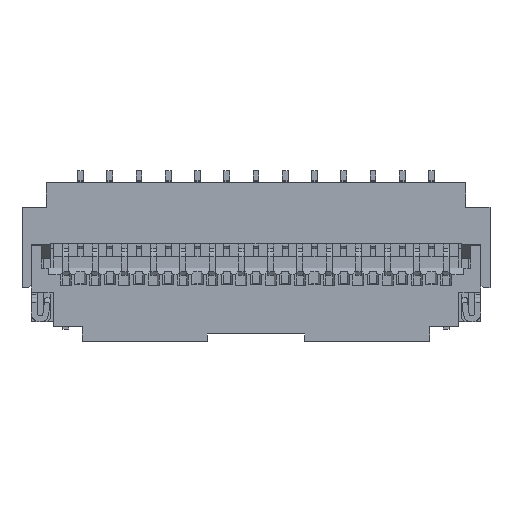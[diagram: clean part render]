
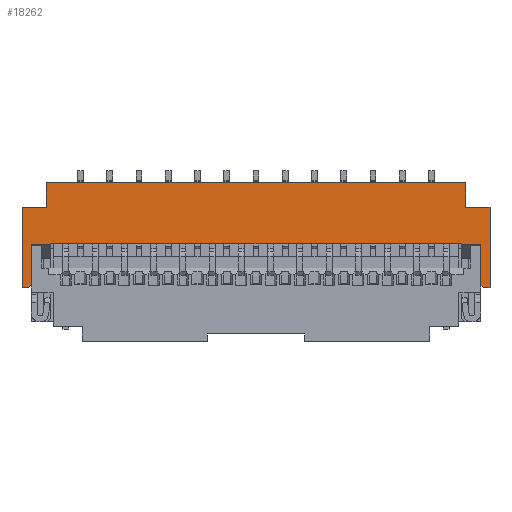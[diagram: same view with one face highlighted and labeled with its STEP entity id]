
A CAD part, top view. The second image highlights one B-rep face of the part: STEP entity #18262.
In plain terms, the highlighted face is planar.
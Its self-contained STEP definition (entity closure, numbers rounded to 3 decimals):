
#14 = CARTESIAN_POINT ( 'NONE',  ( 2.982, -2.508, 13.707 ) ) ;
#418 = CARTESIAN_POINT ( 'NONE',  ( 2.982, -2.508, 22.997 ) ) ;
#656 = VERTEX_POINT ( 'NONE', #33465 ) ;
#1012 = DIRECTION ( 'NONE',  ( 0., 0., -1. ) ) ;
#1352 = VERTEX_POINT ( 'NONE', #34719 ) ;
#1766 = LINE ( 'NONE', #16371, #28992 ) ;
#2875 = VERTEX_POINT ( 'NONE', #2977 ) ;
#2946 = VECTOR ( 'NONE', #6130, 1000. ) ;
#2966 = EDGE_CURVE ( 'NONE', #34256, #17010, #11766, .T. ) ;
#2977 = CARTESIAN_POINT ( 'NONE',  ( 2.982, -2.508, 13.527 ) ) ;
#4044 = CARTESIAN_POINT ( 'NONE',  ( 2.082, -2.508, 14.113 ) ) ;
#4305 = CARTESIAN_POINT ( 'NONE',  ( 2.082, -2.508, 22.543 ) ) ;
#4374 = CARTESIAN_POINT ( 'NONE',  ( 1.812, -2.508, 13.527 ) ) ;
#4418 = VERTEX_POINT ( 'NONE', #8064 ) ;
#4550 = VERTEX_POINT ( 'NONE', #15198 ) ;
#4552 = CARTESIAN_POINT ( 'NONE',  ( 2.099, -2.508, 17.205 ) ) ;
#4582 = DIRECTION ( 'NONE',  ( -1., 0., 0. ) ) ;
#4680 = LINE ( 'NONE', #18758, #13464 ) ;
#4810 = DIRECTION ( 'NONE',  ( 0.707, 0., 0.707 ) ) ;
#5033 = DIRECTION ( 'NONE',  ( -1., 0., 0. ) ) ;
#5388 = CARTESIAN_POINT ( 'NONE',  ( 1.432, -2.508, 22.628 ) ) ;
#5541 = VERTEX_POINT ( 'NONE', #10655 ) ;
#5654 = VERTEX_POINT ( 'NONE', #418 ) ;
#6130 = DIRECTION ( 'NONE',  ( 0., 0., 1. ) ) ;
#6161 = ORIENTED_EDGE ( 'NONE', *, *, #21110, .F. ) ;
#6169 = EDGE_CURVE ( 'NONE', #5541, #17590, #31577, .T. ) ;
#6289 = CARTESIAN_POINT ( 'NONE',  ( 1.432, -2.508, 13.717 ) ) ;
#6290 = DIRECTION ( 'NONE',  ( 0., 0., -1. ) ) ;
#6523 = CARTESIAN_POINT ( 'NONE',  ( 2.922, -2.508, 13.718 ) ) ;
#6608 = ORIENTED_EDGE ( 'NONE', *, *, #22314, .T. ) ;
#6632 = ORIENTED_EDGE ( 'NONE', *, *, #26495, .T. ) ;
#6659 = LINE ( 'NONE', #34571, #22524 ) ;
#6739 = ORIENTED_EDGE ( 'NONE', *, *, #20737, .F. ) ;
#6784 = VECTOR ( 'NONE', #34217, 1000. ) ;
#6849 = VECTOR ( 'NONE', #4582, 1000. ) ;
#7560 = VERTEX_POINT ( 'NONE', #28800 ) ;
#7827 = LINE ( 'NONE', #4374, #26367 ) ;
#8064 = CARTESIAN_POINT ( 'NONE',  ( 2.099, -2.508, 22.938 ) ) ;
#8382 = FACE_OUTER_BOUND ( 'NONE', #8711, .T. ) ;
#8711 = EDGE_LOOP ( 'NONE', ( #6608, #19178, #6632, #26192, #25576, #25417, #32446, #29309, #13009, #21663, #24489, #6161, #26473, #30178, #17086, #6739, #28553, #33218 ) ) ;
#8756 = DIRECTION ( 'NONE',  ( 0., -1., 0. ) ) ;
#9132 = EDGE_CURVE ( 'NONE', #27237, #5654, #29655, .T. ) ;
#9456 = LINE ( 'NONE', #25729, #22392 ) ;
#9495 = DIRECTION ( 'NONE',  ( 1., 0., 0. ) ) ;
#10227 = LINE ( 'NONE', #4552, #16455 ) ;
#10655 = CARTESIAN_POINT ( 'NONE',  ( 0.832, -2.508, 14.027 ) ) ;
#10730 = DIRECTION ( 'NONE',  ( 1., 0., 0. ) ) ;
#11691 = DIRECTION ( 'NONE',  ( 1., 0., 0. ) ) ;
#11766 = LINE ( 'NONE', #32121, #17119 ) ;
#11784 = LINE ( 'NONE', #6289, #6784 ) ;
#12805 = VERTEX_POINT ( 'NONE', #17801 ) ;
#13009 = ORIENTED_EDGE ( 'NONE', *, *, #2966, .T. ) ;
#13464 = VECTOR ( 'NONE', #5033, 1000. ) ;
#13568 = VECTOR ( 'NONE', #9495, 1000. ) ;
#14058 = VERTEX_POINT ( 'NONE', #6523 ) ;
#14664 = CARTESIAN_POINT ( 'NONE',  ( 2.082, -2.508, 17.805 ) ) ;
#14736 = CARTESIAN_POINT ( 'NONE',  ( 1.332, -2.508, 19.45 ) ) ;
#15198 = CARTESIAN_POINT ( 'NONE',  ( 1.332, -2.508, 13.527 ) ) ;
#15206 = VERTEX_POINT ( 'NONE', #16955 ) ;
#15461 = VERTEX_POINT ( 'NONE', #4305 ) ;
#15531 = DIRECTION ( 'NONE',  ( 1., 0., 0. ) ) ;
#15710 = DIRECTION ( 'NONE',  ( 0., 0., 1. ) ) ;
#16160 = CARTESIAN_POINT ( 'NONE',  ( 2.889, -2.508, 22.904 ) ) ;
#16371 = CARTESIAN_POINT ( 'NONE',  ( 2.889, -2.508, 13.751 ) ) ;
#16455 = VECTOR ( 'NONE', #15710, 1000. ) ;
#16717 = LINE ( 'NONE', #19823, #24198 ) ;
#16742 = LINE ( 'NONE', #14736, #2946 ) ;
#16752 = LINE ( 'NONE', #5388, #29937 ) ;
#16955 = CARTESIAN_POINT ( 'NONE',  ( 2.099, -2.508, 22.543 ) ) ;
#17010 = VERTEX_POINT ( 'NONE', #4044 ) ;
#17086 = ORIENTED_EDGE ( 'NONE', *, *, #29404, .F. ) ;
#17119 = VECTOR ( 'NONE', #34202, 1000. ) ;
#17279 = VECTOR ( 'NONE', #4810, 1000. ) ;
#17410 = LINE ( 'NONE', #14664, #24835 ) ;
#17590 = VERTEX_POINT ( 'NONE', #33289 ) ;
#17801 = CARTESIAN_POINT ( 'NONE',  ( 1.332, -2.508, 22.628 ) ) ;
#18262 = ADVANCED_FACE ( 'NONE', ( #8382 ), #33755, .T. ) ;
#18292 = CARTESIAN_POINT ( 'NONE',  ( 2.982, -2.508, 23.128 ) ) ;
#18483 = LINE ( 'NONE', #29597, #6849 ) ;
#18749 = DIRECTION ( 'NONE',  ( 0.707, 0., -0.707 ) ) ;
#18758 = CARTESIAN_POINT ( 'NONE',  ( 1.432, -2.508, 22.938 ) ) ;
#18962 = VERTEX_POINT ( 'NONE', #18292 ) ;
#19178 = ORIENTED_EDGE ( 'NONE', *, *, #6169, .T. ) ;
#19344 = CARTESIAN_POINT ( 'NONE',  ( 2.922, -2.508, 22.938 ) ) ;
#19558 = LINE ( 'NONE', #14, #27846 ) ;
#19823 = CARTESIAN_POINT ( 'NONE',  ( 2.099, -2.508, 19.45 ) ) ;
#20447 = DIRECTION ( 'NONE',  ( 0., 0., -1. ) ) ;
#20737 = EDGE_CURVE ( 'NONE', #656, #18962, #24618, .T. ) ;
#21110 = EDGE_CURVE ( 'NONE', #4418, #15206, #16717, .T. ) ;
#21278 = VECTOR ( 'NONE', #10730, 1000. ) ;
#21609 = EDGE_CURVE ( 'NONE', #17010, #15461, #17410, .T. ) ;
#21663 = ORIENTED_EDGE ( 'NONE', *, *, #21609, .T. ) ;
#22314 = EDGE_CURVE ( 'NONE', #35202, #5541, #6659, .T. ) ;
#22392 = VECTOR ( 'NONE', #20447, 1000. ) ;
#22524 = VECTOR ( 'NONE', #1012, 1000. ) ;
#22954 = CARTESIAN_POINT ( 'NONE',  ( 2.099, -2.508, 14.113 ) ) ;
#23123 = EDGE_CURVE ( 'NONE', #14058, #7560, #1766, .T. ) ;
#24006 = EDGE_CURVE ( 'NONE', #14058, #1352, #11784, .T. ) ;
#24198 = VECTOR ( 'NONE', #6290, 1000. ) ;
#24266 = DIRECTION ( 'NONE',  ( 0., 0., 1. ) ) ;
#24489 = ORIENTED_EDGE ( 'NONE', *, *, #25264, .F. ) ;
#24517 = DIRECTION ( 'NONE',  ( 0., 0., -1. ) ) ;
#24618 = LINE ( 'NONE', #35709, #21278 ) ;
#24835 = VECTOR ( 'NONE', #24266, 1000. ) ;
#25264 = EDGE_CURVE ( 'NONE', #15206, #15461, #18483, .T. ) ;
#25388 = CARTESIAN_POINT ( 'NONE',  ( 1.432, -2.508, 17.805 ) ) ;
#25417 = ORIENTED_EDGE ( 'NONE', *, *, #23123, .F. ) ;
#25463 = EDGE_CURVE ( 'NONE', #2875, #7560, #19558, .T. ) ;
#25576 = ORIENTED_EDGE ( 'NONE', *, *, #25463, .T. ) ;
#25729 = CARTESIAN_POINT ( 'NONE',  ( 1.332, -2.508, 17.205 ) ) ;
#26192 = ORIENTED_EDGE ( 'NONE', *, *, #27127, .T. ) ;
#26367 = VECTOR ( 'NONE', #15531, 1000. ) ;
#26473 = ORIENTED_EDGE ( 'NONE', *, *, #35740, .F. ) ;
#26478 = CARTESIAN_POINT ( 'NONE',  ( 1.432, -2.508, 14.027 ) ) ;
#26495 = EDGE_CURVE ( 'NONE', #17590, #4550, #9456, .T. ) ;
#27043 = VECTOR ( 'NONE', #24517, 1000. ) ;
#27116 = EDGE_CURVE ( 'NONE', #1352, #34256, #10227, .T. ) ;
#27127 = EDGE_CURVE ( 'NONE', #4550, #2875, #7827, .T. ) ;
#27237 = VERTEX_POINT ( 'NONE', #19344 ) ;
#27846 = VECTOR ( 'NONE', #33769, 1000. ) ;
#28553 = ORIENTED_EDGE ( 'NONE', *, *, #35892, .F. ) ;
#28800 = CARTESIAN_POINT ( 'NONE',  ( 2.982, -2.508, 13.658 ) ) ;
#28850 = EDGE_CURVE ( 'NONE', #35202, #12805, #16752, .T. ) ;
#28992 = VECTOR ( 'NONE', #18749, 1000. ) ;
#29309 = ORIENTED_EDGE ( 'NONE', *, *, #27116, .T. ) ;
#29404 = EDGE_CURVE ( 'NONE', #18962, #5654, #32695, .T. ) ;
#29597 = CARTESIAN_POINT ( 'NONE',  ( 1.432, -2.508, 22.543 ) ) ;
#29655 = LINE ( 'NONE', #16160, #17279 ) ;
#29937 = VECTOR ( 'NONE', #33699, 1000. ) ;
#29972 = CARTESIAN_POINT ( 'NONE',  ( 2.982, -2.508, 22.948 ) ) ;
#30178 = ORIENTED_EDGE ( 'NONE', *, *, #9132, .T. ) ;
#31577 = LINE ( 'NONE', #26478, #13568 ) ;
#31898 = CARTESIAN_POINT ( 'NONE',  ( 0.832, -2.508, 22.628 ) ) ;
#32121 = CARTESIAN_POINT ( 'NONE',  ( 1.432, -2.508, 14.113 ) ) ;
#32446 = ORIENTED_EDGE ( 'NONE', *, *, #24006, .T. ) ;
#32695 = LINE ( 'NONE', #29972, #27043 ) ;
#33218 = ORIENTED_EDGE ( 'NONE', *, *, #28850, .F. ) ;
#33289 = CARTESIAN_POINT ( 'NONE',  ( 1.332, -2.508, 14.027 ) ) ;
#33465 = CARTESIAN_POINT ( 'NONE',  ( 1.332, -2.508, 23.128 ) ) ;
#33699 = DIRECTION ( 'NONE',  ( 1., 0., 0. ) ) ;
#33755 = PLANE ( 'NONE',  #35451 ) ;
#33769 = DIRECTION ( 'NONE',  ( 0., 0., 1. ) ) ;
#34202 = DIRECTION ( 'NONE',  ( -1., 0., 0. ) ) ;
#34217 = DIRECTION ( 'NONE',  ( -1., 0., 0. ) ) ;
#34256 = VERTEX_POINT ( 'NONE', #22954 ) ;
#34571 = CARTESIAN_POINT ( 'NONE',  ( 0.832, -2.508, 17.805 ) ) ;
#34719 = CARTESIAN_POINT ( 'NONE',  ( 2.099, -2.508, 13.717 ) ) ;
#35202 = VERTEX_POINT ( 'NONE', #31898 ) ;
#35451 = AXIS2_PLACEMENT_3D ( 'NONE', #25388, #8756, #11691 ) ;
#35709 = CARTESIAN_POINT ( 'NONE',  ( 1.812, -2.508, 23.128 ) ) ;
#35740 = EDGE_CURVE ( 'NONE', #27237, #4418, #4680, .T. ) ;
#35892 = EDGE_CURVE ( 'NONE', #12805, #656, #16742, .T. ) ;
